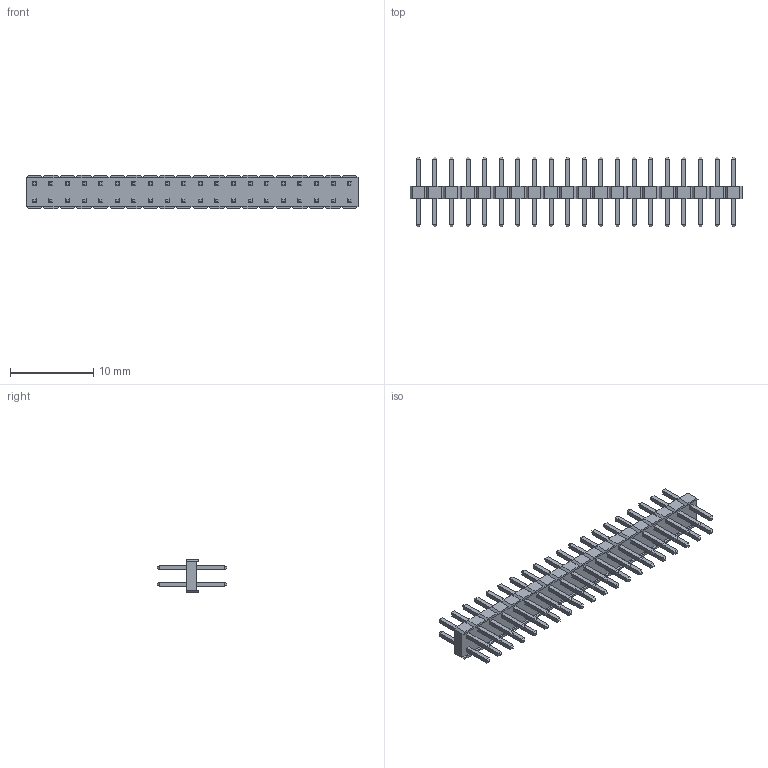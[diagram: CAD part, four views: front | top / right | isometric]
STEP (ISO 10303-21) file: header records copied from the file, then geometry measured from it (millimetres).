
FILE_DESCRIPTION(('STEP AP214'),'1');
FILE_NAME(' ',' ',('TraceParts'),('TraceParts S.A.'),'XStep 1.0',' ',' ');
FILE_SCHEMA(('automotive_design'));
Length unit declared in the file: millimetre
Products named in the file (41): M22-202_ASM|Next assembly relationship;M22-202-MOULD; M22-202_ASM|Next assembly relationship;M22-202-PIN
Bounding box: 40 x 8.4 x 4 mm (x, y, z)
Volume: 270.2 mm3; surface area: 1222.9 mm2
Topology: 41 solids, 41 shells, 924 faces, 2126 edges, 1284 vertices
Faces by surface type: bspline 924
Entity records: 50556 total; most frequent: CARTESIAN_POINT 7147, STYLED_ITEM 4375, PRESENTATION_STYLE_ASSIGNMENT 4375, COLOUR_RGB 4375, ORIENTED_EDGE 4252, DIRECTION 2208, EDGE_CURVE 2126, CURVE_STYLE 2126
